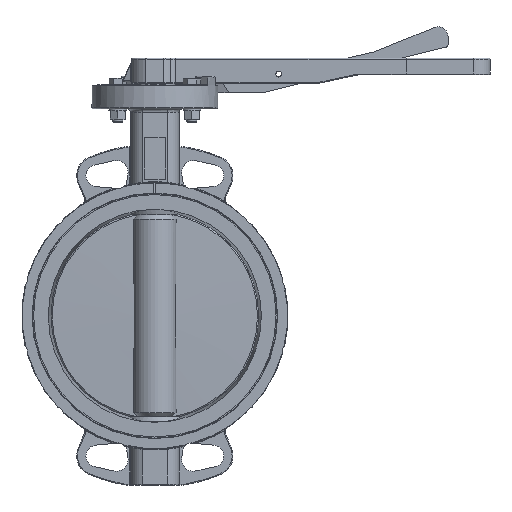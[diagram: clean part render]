
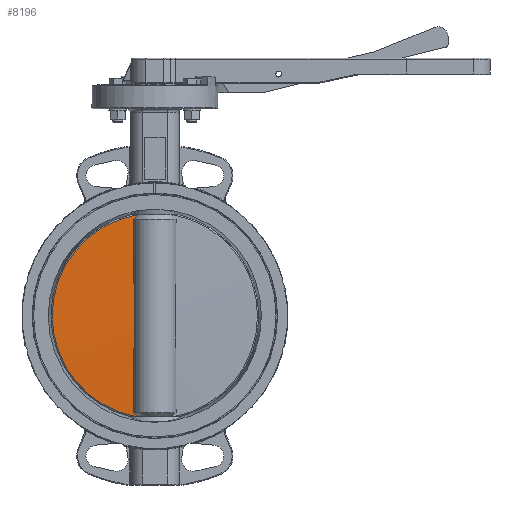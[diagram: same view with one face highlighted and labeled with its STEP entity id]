
A CAD part, top view. The second image highlights one B-rep face of the part: STEP entity #8196.
In plain terms, the highlighted conical face has half-angle 88.82 degrees and reference radius 122.518 mm.
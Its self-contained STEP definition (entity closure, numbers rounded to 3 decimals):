
#8157 = EDGE_LOOP ( 'NONE', ( #8532, #9742, #9851, #9923, #9925, #9922 ) ) ;
#8196 = ADVANCED_FACE ( 'NONE', ( #34091 ), #34124, .T. ) ;
#8532 = ORIENTED_EDGE ( 'NONE', *, *, #9823, .T. ) ;
#9742 = ORIENTED_EDGE ( 'NONE', *, *, #9771, .T. ) ;
#9771 = EDGE_CURVE ( 'NONE', #9880, #9920, #22392, .T. ) ;
#9823 = EDGE_CURVE ( 'NONE', #12997, #9880, #23067, .T. ) ;
#9851 = ORIENTED_EDGE ( 'NONE', *, *, #9879, .T. ) ;
#9871 = VERTEX_POINT ( 'NONE', #23298 ) ;
#9879 = EDGE_CURVE ( 'NONE', #9920, #9871, #23411, .T. ) ;
#9880 = VERTEX_POINT ( 'NONE', #23392 ) ;
#9918 = EDGE_CURVE ( 'NONE', #9871, #9931, #23823, .T. ) ;
#9920 = VERTEX_POINT ( 'NONE', #23836 ) ;
#9922 = ORIENTED_EDGE ( 'NONE', *, *, #13026, .T. ) ;
#9923 = ORIENTED_EDGE ( 'NONE', *, *, #9918, .T. ) ;
#9925 = ORIENTED_EDGE ( 'NONE', *, *, #9939, .T. ) ;
#9931 = VERTEX_POINT ( 'NONE', #23845 ) ;
#9939 = EDGE_CURVE ( 'NONE', #9931, #13015, #23982, .T. ) ;
#12997 = VERTEX_POINT ( 'NONE', #41585 ) ;
#13015 = VERTEX_POINT ( 'NONE', #41602 ) ;
#13026 = EDGE_CURVE ( 'NONE', #13015, #12997, #41652, .T. ) ;
#21384 = CARTESIAN_POINT ( 'NONE',  ( -20.727, 120.5, 6.005 ) ) ;
#21543 = CARTESIAN_POINT ( 'NONE',  ( -22.144, 120.5, 6. ) ) ;
#21545 = CARTESIAN_POINT ( 'NONE',  ( -21.435, 120.5, 6.003 ) ) ;
#22358 = CARTESIAN_POINT ( 'NONE',  ( -20.018, 120.5, 6.008 ) ) ;
#22392 = B_SPLINE_CURVE_WITH_KNOTS ( 'NONE', 3,
 ( #22358, #21384, #21545, #21543 ),
 .UNSPECIFIED., .F., .F.,
 ( 4, 4 ),
 ( 0.016, 0.018 ),
 .UNSPECIFIED. ) ;
#23051 = CARTESIAN_POINT ( 'NONE',  ( -20.018, 120.5, 6.008 ) ) ;
#23053 = CARTESIAN_POINT ( 'NONE',  ( -21.777, 118.807, 6.036 ) ) ;
#23054 = CARTESIAN_POINT ( 'NONE',  ( -23.529, 117.105, 6.064 ) ) ;
#23056 = CARTESIAN_POINT ( 'NONE',  ( -25.277, 115.4, 6.09 ) ) ;
#23067 = B_SPLINE_CURVE_WITH_KNOTS ( 'NONE', 3,
 ( #23056, #23054, #23053, #23051 ),
 .UNSPECIFIED., .F., .F.,
 ( 4, 4 ),
 ( 0., 0.007 ),
 .UNSPECIFIED. ) ;
#23187 = CARTESIAN_POINT ( 'NONE',  ( -25.277, -115.4, 6.09 ) ) ;
#23298 = CARTESIAN_POINT ( 'NONE',  ( -22.144, -120.5, 6. ) ) ;
#23392 = CARTESIAN_POINT ( 'NONE',  ( -20.018, 120.5, 6.008 ) ) ;
#23395 = DIRECTION ( 'NONE',  ( 1., 0., 0. ) ) ;
#23396 = DIRECTION ( 'NONE',  ( 0., 0., 1. ) ) ;
#23397 = CARTESIAN_POINT ( 'NONE',  ( 0., 0., 6. ) ) ;
#23399 = AXIS2_PLACEMENT_3D ( 'NONE', #23397, #23396, #23395 ) ;
#23411 = CIRCLE ( 'NONE', #23399, 122.518 ) ;
#23823 = B_SPLINE_CURVE_WITH_KNOTS ( 'NONE', 3,
 ( #23907, #23906, #23904, #23901 ),
 .UNSPECIFIED., .F., .F.,
 ( 4, 4 ),
 ( 0.033, 0.035 ),
 .UNSPECIFIED. ) ;
#23836 = CARTESIAN_POINT ( 'NONE',  ( -22.144, 120.5, 6. ) ) ;
#23845 = CARTESIAN_POINT ( 'NONE',  ( -20.018, -120.5, 6.008 ) ) ;
#23901 = CARTESIAN_POINT ( 'NONE',  ( -20.018, -120.5, 6.008 ) ) ;
#23904 = CARTESIAN_POINT ( 'NONE',  ( -20.727, -120.5, 6.005 ) ) ;
#23906 = CARTESIAN_POINT ( 'NONE',  ( -21.435, -120.5, 6.003 ) ) ;
#23907 = CARTESIAN_POINT ( 'NONE',  ( -22.144, -120.5, 6. ) ) ;
#23982 = B_SPLINE_CURVE_WITH_KNOTS ( 'NONE', 3,
 ( #24071, #24070, #24069, #23187 ),
 .UNSPECIFIED., .F., .F.,
 ( 4, 4 ),
 ( 0.001, 0.008 ),
 .UNSPECIFIED. ) ;
#24069 = CARTESIAN_POINT ( 'NONE',  ( -23.529, -117.105, 6.064 ) ) ;
#24070 = CARTESIAN_POINT ( 'NONE',  ( -21.777, -118.807, 6.036 ) ) ;
#24071 = CARTESIAN_POINT ( 'NONE',  ( -20.018, -120.5, 6.008 ) ) ;
#34091 = FACE_OUTER_BOUND ( 'NONE', #8157, .T. ) ;
#34117 = DIRECTION ( 'NONE',  ( -1., 0., 0. ) ) ;
#34118 = DIRECTION ( 'NONE',  ( 0., 0., -1. ) ) ;
#34119 = CARTESIAN_POINT ( 'NONE',  ( 0., 0., 6. ) ) ;
#34120 = AXIS2_PLACEMENT_3D ( 'NONE', #34119, #34118, #34117 ) ;
#34124 = CONICAL_SURFACE ( 'NONE', #34120, 122.518, 1.55 ) ;
#41585 = CARTESIAN_POINT ( 'NONE',  ( -25.277, 115.4, 6.09 ) ) ;
#41602 = CARTESIAN_POINT ( 'NONE',  ( -25.277, -115.4, 6.09 ) ) ;
#41630 = CARTESIAN_POINT ( 'NONE',  ( -25.183, -96.167, 6.478 ) ) ;
#41631 = CARTESIAN_POINT ( 'NONE',  ( -25.277, -115.4, 6.09 ) ) ;
#41652 = B_SPLINE_CURVE_WITH_KNOTS ( 'NONE', 3,
 ( #41631, #41630, #41683, #41682, #41681, #41680, #41679, #41678, #41677, #41676, #41675, #41674, #41673, #41672 ),
 .UNSPECIFIED., .F., .F.,
 ( 4, 2, 2, 2, 2, 2, 4 ),
 ( 0.017, 0.075, 0.104, 0.132, 0.161, 0.19, 0.248 ),
 .UNSPECIFIED. ) ;
#41672 = CARTESIAN_POINT ( 'NONE',  ( -25.277, 115.4, 6.09 ) ) ;
#41673 = CARTESIAN_POINT ( 'NONE',  ( -25.183, 96.168, 6.478 ) ) ;
#41674 = CARTESIAN_POINT ( 'NONE',  ( -25.08, 76.936, 6.864 ) ) ;
#41675 = CARTESIAN_POINT ( 'NONE',  ( -24.922, 48.088, 7.411 ) ) ;
#41676 = CARTESIAN_POINT ( 'NONE',  ( -24.868, 38.472, 7.589 ) ) ;
#41677 = CARTESIAN_POINT ( 'NONE',  ( -24.774, 19.238, 7.89 ) ) ;
#41678 = CARTESIAN_POINT ( 'NONE',  ( -24.734, 9.621, 8.014 ) ) ;
#41679 = CARTESIAN_POINT ( 'NONE',  ( -24.734, -9.618, 8.014 ) ) ;
#41680 = CARTESIAN_POINT ( 'NONE',  ( -24.774, -19.235, 7.89 ) ) ;
#41681 = CARTESIAN_POINT ( 'NONE',  ( -24.868, -38.469, 7.589 ) ) ;
#41682 = CARTESIAN_POINT ( 'NONE',  ( -24.922, -48.086, 7.411 ) ) ;
#41683 = CARTESIAN_POINT ( 'NONE',  ( -25.08, -76.935, 6.864 ) ) ;
